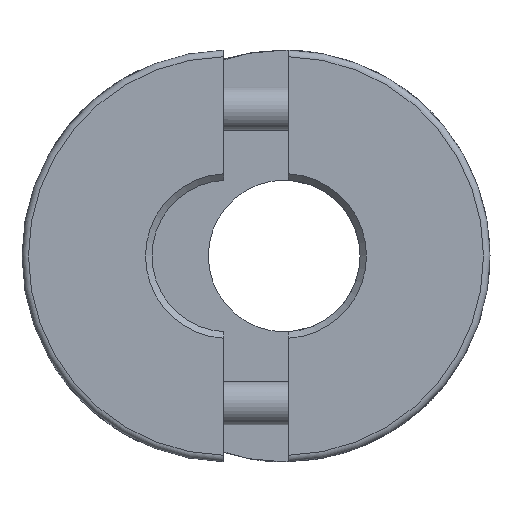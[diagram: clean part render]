
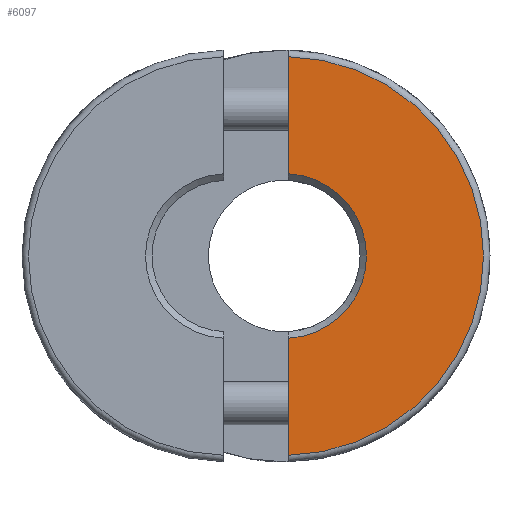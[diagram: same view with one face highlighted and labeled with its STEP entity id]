
A CAD part, left-side view. The second image highlights one B-rep face of the part: STEP entity #6097.
In plain terms, the highlighted planar face has unit normal (-1, 0, 0).
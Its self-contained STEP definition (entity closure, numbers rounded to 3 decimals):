
#713 = DIRECTION ( 'NONE',  ( 0., 0., 1. ) ) ;
#719 = DIRECTION ( 'NONE',  ( 0., 0., -1. ) ) ;
#1158 = LINE ( 'NONE', #4702, #3905 ) ;
#1393 = EDGE_LOOP ( 'NONE', ( #3218, #4030, #4954, #1831 ) ) ;
#1594 = VERTEX_POINT ( 'NONE', #5805 ) ;
#1765 = DIRECTION ( 'NONE',  ( 0., 0., -1. ) ) ;
#1831 = ORIENTED_EDGE ( 'NONE', *, *, #2210, .T. ) ;
#1963 = EDGE_CURVE ( 'NONE', #1594, #5025, #1158, .T. ) ;
#2179 = LINE ( 'NONE', #4152, #6424 ) ;
#2190 = CARTESIAN_POINT ( 'NONE',  ( -36.5, 0., 0. ) ) ;
#2207 = VERTEX_POINT ( 'NONE', #4005 ) ;
#2210 = EDGE_CURVE ( 'NONE', #5765, #5025, #2841, .T. ) ;
#2218 = AXIS2_PLACEMENT_3D ( 'NONE', #3822, #3885, #1765 ) ;
#2226 = PLANE ( 'NONE',  #5075 ) ;
#2687 = FACE_OUTER_BOUND ( 'NONE', #1393, .T. ) ;
#2841 = CIRCLE ( 'NONE', #6590, 19. ) ;
#3218 = ORIENTED_EDGE ( 'NONE', *, *, #1963, .F. ) ;
#3822 = CARTESIAN_POINT ( 'NONE',  ( -36.5, 0., 0. ) ) ;
#3885 = DIRECTION ( 'NONE',  ( -1., 0., 0. ) ) ;
#3894 = EDGE_CURVE ( 'NONE', #1594, #2207, #5861, .T. ) ;
#3905 = VECTOR ( 'NONE', #5627, 1000. ) ;
#4005 = CARTESIAN_POINT ( 'NONE',  ( -36.5, -1., 45.989 ) ) ;
#4030 = ORIENTED_EDGE ( 'NONE', *, *, #3894, .T. ) ;
#4152 = CARTESIAN_POINT ( 'NONE',  ( -36.5, -1., 0. ) ) ;
#4235 = DIRECTION ( 'NONE',  ( 1., 0., 0. ) ) ;
#4490 = DIRECTION ( 'NONE',  ( 0., 0., -1. ) ) ;
#4702 = CARTESIAN_POINT ( 'NONE',  ( -36.5, -1., 0. ) ) ;
#4848 = CARTESIAN_POINT ( 'NONE',  ( -36.5, -1., 18.974 ) ) ;
#4929 = CARTESIAN_POINT ( 'NONE',  ( -36.5, 0., 0. ) ) ;
#4954 = ORIENTED_EDGE ( 'NONE', *, *, #5408, .F. ) ;
#5025 = VERTEX_POINT ( 'NONE', #5252 ) ;
#5075 = AXIS2_PLACEMENT_3D ( 'NONE', #2190, #4235, #719 ) ;
#5252 = CARTESIAN_POINT ( 'NONE',  ( -36.5, -1., -18.974 ) ) ;
#5408 = EDGE_CURVE ( 'NONE', #5765, #2207, #2179, .T. ) ;
#5627 = DIRECTION ( 'NONE',  ( 0., 0., 1. ) ) ;
#5765 = VERTEX_POINT ( 'NONE', #4848 ) ;
#5805 = CARTESIAN_POINT ( 'NONE',  ( -36.5, -1., -45.989 ) ) ;
#5861 = CIRCLE ( 'NONE', #2218, 46. ) ;
#6097 = ADVANCED_FACE ( 'NONE', ( #2687 ), #2226, .F. ) ;
#6424 = VECTOR ( 'NONE', #713, 1000. ) ;
#6484 = DIRECTION ( 'NONE',  ( 1., 0., 0. ) ) ;
#6590 = AXIS2_PLACEMENT_3D ( 'NONE', #4929, #6484, #4490 ) ;
